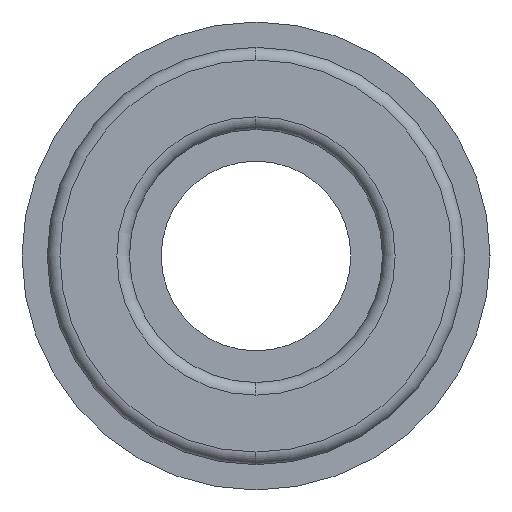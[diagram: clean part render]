
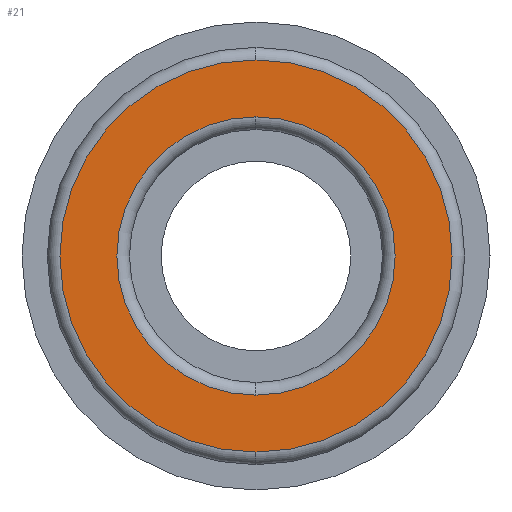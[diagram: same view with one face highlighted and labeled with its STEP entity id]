
A CAD part, left-side view. The second image highlights one B-rep face of the part: STEP entity #21.
In plain terms, the highlighted planar face has unit normal (-1, 0, 0).
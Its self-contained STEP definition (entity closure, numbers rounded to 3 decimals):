
#10 = EDGE_LOOP ( 'NONE', ( #237, #238 ) ) ;
#19 = EDGE_CURVE ( 'NONE', #236, #177, #599, .T. ) ;
#21 = ADVANCED_FACE ( 'NONE', ( #598, #453 ), #605, .F. ) ;
#22 = EDGE_CURVE ( 'NONE', #145, #215, #587, .T. ) ;
#145 = VERTEX_POINT ( 'NONE', #621 ) ;
#177 = VERTEX_POINT ( 'NONE', #697 ) ;
#208 = EDGE_CURVE ( 'NONE', #215, #145, #964, .T. ) ;
#215 = VERTEX_POINT ( 'NONE', #928 ) ;
#236 = VERTEX_POINT ( 'NONE', #796 ) ;
#237 = ORIENTED_EDGE ( 'NONE', *, *, #208, .T. ) ;
#238 = ORIENTED_EDGE ( 'NONE', *, *, #22, .T. ) ;
#239 = EDGE_LOOP ( 'NONE', ( #240, #266 ) ) ;
#240 = ORIENTED_EDGE ( 'NONE', *, *, #19, .T. ) ;
#266 = ORIENTED_EDGE ( 'NONE', *, *, #273, .T. ) ;
#273 = EDGE_CURVE ( 'NONE', #177, #236, #872, .T. ) ;
#453 = FACE_OUTER_BOUND ( 'NONE', #239, .T. ) ;
#477 = DIRECTION ( 'NONE',  ( 0., 0., -1. ) ) ;
#478 = DIRECTION ( 'NONE',  ( 1., 0., 0. ) ) ;
#479 = CARTESIAN_POINT ( 'NONE',  ( 0., 0., 0. ) ) ;
#480 = AXIS2_PLACEMENT_3D ( 'NONE', #479, #478, #477 ) ;
#555 = AXIS2_PLACEMENT_3D ( 'NONE', #590, #589, #588 ) ;
#587 = CIRCLE ( 'NONE', #480, 5.5 ) ;
#588 = DIRECTION ( 'NONE',  ( 0., 0., -1. ) ) ;
#589 = DIRECTION ( 'NONE',  ( 1., 0., 0. ) ) ;
#590 = CARTESIAN_POINT ( 'NONE',  ( 0., 0., 0. ) ) ;
#593 = DIRECTION ( 'NONE',  ( 0., 0., 1. ) ) ;
#594 = AXIS2_PLACEMENT_3D ( 'NONE', #604, #597, #593 ) ;
#597 = DIRECTION ( 'NONE',  ( -1., 0., 0. ) ) ;
#598 = FACE_BOUND ( 'NONE', #10, .T. ) ;
#599 = CIRCLE ( 'NONE', #594, 7.75 ) ;
#604 = CARTESIAN_POINT ( 'NONE',  ( 0., 0., 0. ) ) ;
#605 = PLANE ( 'NONE',  #555 ) ;
#621 = CARTESIAN_POINT ( 'NONE',  ( 0., 0., 5.5 ) ) ;
#697 = CARTESIAN_POINT ( 'NONE',  ( 0., 0., -7.75 ) ) ;
#772 = DIRECTION ( 'NONE',  ( 0., 0., 1. ) ) ;
#773 = DIRECTION ( 'NONE',  ( -1., 0., 0. ) ) ;
#774 = CARTESIAN_POINT ( 'NONE',  ( 0., 0., 0. ) ) ;
#775 = AXIS2_PLACEMENT_3D ( 'NONE', #774, #773, #772 ) ;
#796 = CARTESIAN_POINT ( 'NONE',  ( 0., 0., 7.75 ) ) ;
#872 = CIRCLE ( 'NONE', #775, 7.75 ) ;
#928 = CARTESIAN_POINT ( 'NONE',  ( 0., 0., -5.5 ) ) ;
#930 = DIRECTION ( 'NONE',  ( 0., 0., -1. ) ) ;
#952 = AXIS2_PLACEMENT_3D ( 'NONE', #953, #967, #930 ) ;
#953 = CARTESIAN_POINT ( 'NONE',  ( 0., 0., 0. ) ) ;
#964 = CIRCLE ( 'NONE', #952, 5.5 ) ;
#967 = DIRECTION ( 'NONE',  ( 1., 0., 0. ) ) ;
